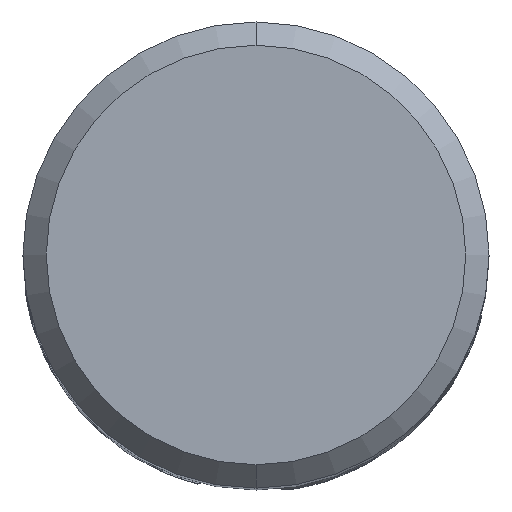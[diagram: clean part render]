
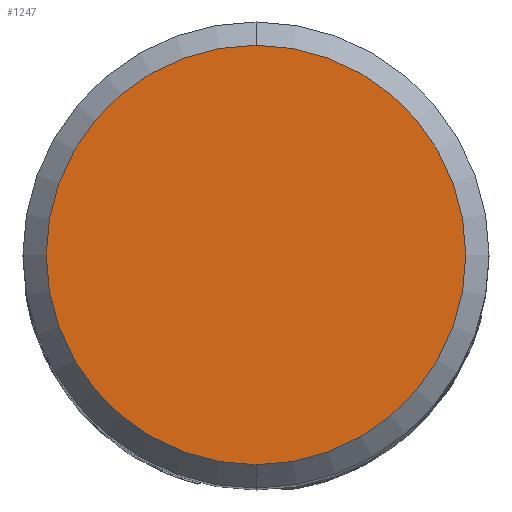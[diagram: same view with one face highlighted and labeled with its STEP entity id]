
A CAD part, top view. The second image highlights one B-rep face of the part: STEP entity #1247.
In plain terms, the highlighted planar face has unit normal (0, 0, 1).
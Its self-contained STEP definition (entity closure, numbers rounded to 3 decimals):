
#829=EDGE_CURVE('',#2085,#1233,#2264,.T.);
#839=EDGE_CURVE('',#1233,#2085,#2275,.T.);
#1233=VERTEX_POINT('',#2698);
#1247=ADVANCED_FACE('',(#2712),#2713,.T.);
#2085=VERTEX_POINT('',#3629);
#2264=CIRCLE('',#3935,9.0);
#2275=CIRCLE('',#3962,9.0);
#2698=CARTESIAN_POINT('',(0.,-9.0,0.0));
#2712=FACE_OUTER_BOUND('',#6618,.T.);
#2713=PLANE('',#6619);
#3629=CARTESIAN_POINT('',(0.0,9.0,0.0));
#3935=AXIS2_PLACEMENT_3D('',#13161,#13162,#13163);
#3962=AXIS2_PLACEMENT_3D('',#13184,#13185,#13186);
#6618=EDGE_LOOP('',(#13614,#13615));
#6619=AXIS2_PLACEMENT_3D('',#13616,#13617,#13618);
#13161=CARTESIAN_POINT('',(0.0,0.0,0.0));
#13162=DIRECTION('',(0.0,0.0,-1.0));
#13163=DIRECTION('',(0.0,1.0,0.0));
#13184=CARTESIAN_POINT('',(0.0,0.0,0.0));
#13185=DIRECTION('',(0.0,0.0,-1.0));
#13186=DIRECTION('',(0.0,1.0,0.0));
#13614=ORIENTED_EDGE('',*,*,#829,.F.);
#13615=ORIENTED_EDGE('',*,*,#839,.F.);
#13616=CARTESIAN_POINT('',(0.0,4.5,0.0));
#13617=DIRECTION('',(-0.0,0.0,1.0));
#13618=DIRECTION('',(0.0,-1.0,0.0));
